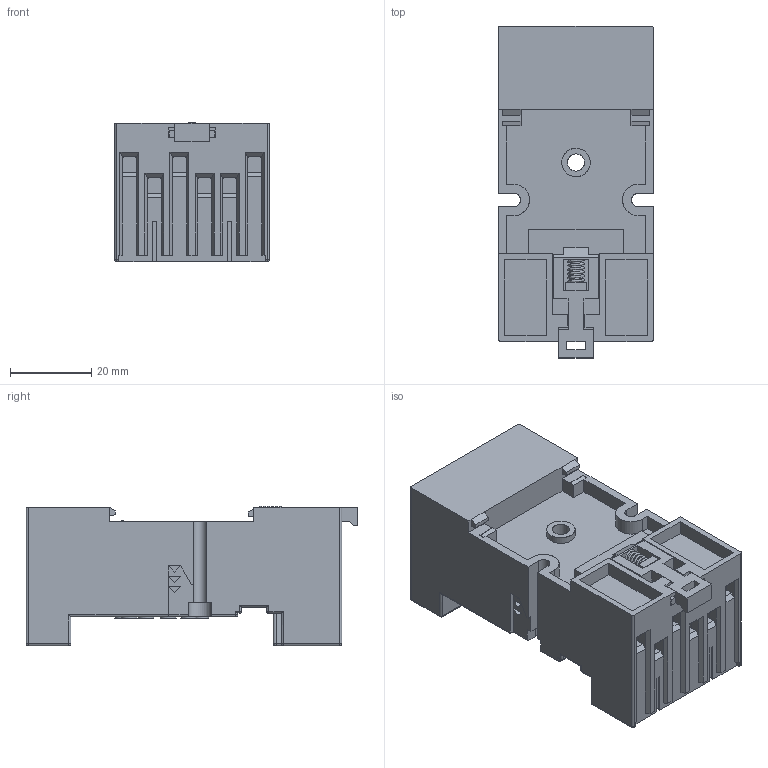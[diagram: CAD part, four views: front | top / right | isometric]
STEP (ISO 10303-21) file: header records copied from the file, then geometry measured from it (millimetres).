
FILE_DESCRIPTION(('STEP AP214'),'2;1');
FILE_NAME('9003_catalogo.stp','2010-09-09T13:12:13',(''),(''),'2007.1.106','THINKDESIGN','');
FILE_SCHEMA(('AUTOMOTIVE_DESIGN'));
Products named in the file (1): None
Bounding box: 38 x 81.5 x 34.25 mm (x, y, z)
Surface area: 26889.9 mm2 (no closed solid volume)
Topology: 0 solids, 0 shells, 858 faces, 4739 edges, 4717 vertices
Faces by surface type: plane 669, cylinder 155, bspline 34
Full cylindrical faces by diameter (mm): 2 x1, 3.1 x11, 3.9 x11, 4.2 x1, 4.7 x12, 5 x12, 7 x1, 7.4 x1
Entity records: 48102 total; most frequent: CARTESIAN_POINT 13389, DIRECTION 6218, COMPOSITE_CURVE_SEGMENT 4721, TRIMMED_CURVE 4162, VECTOR 3754, LINE 3754, AXIS2_PLACEMENT_3D 1232, OUTER_BOUNDARY_CURVE 858
